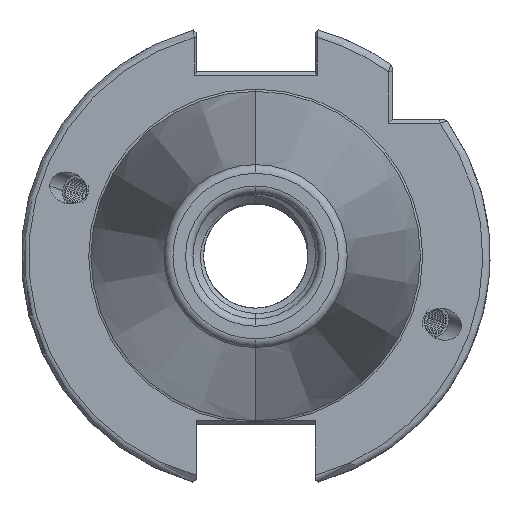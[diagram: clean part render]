
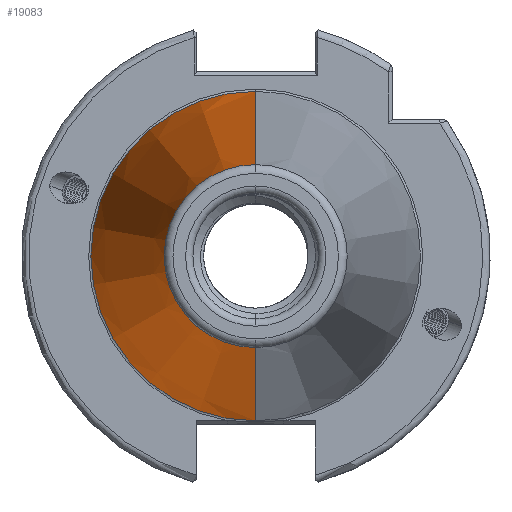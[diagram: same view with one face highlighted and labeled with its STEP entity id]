
A CAD part, left-side view. The second image highlights one B-rep face of the part: STEP entity #19083.
In plain terms, the highlighted conical face has half-angle 8.297 degrees and reference radius 22.692 mm.
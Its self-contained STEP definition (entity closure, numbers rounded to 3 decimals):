
#1737 = DIRECTION ( 'NONE',  ( 0.99, 0., 0.144 ) ) ;
#1761 = CARTESIAN_POINT ( 'NONE',  ( 0., 0., 22.692 ) ) ;
#1899 = DIRECTION ( 'NONE',  ( 1., 0., 0. ) ) ;
#1912 = DIRECTION ( 'NONE',  ( 0., 0., -1. ) ) ;
#1967 = CARTESIAN_POINT ( 'NONE',  ( -2.5, 0., 0. ) ) ;
#2006 = DIRECTION ( 'NONE',  ( 0.99, 0., -0.144 ) ) ;
#2041 = CARTESIAN_POINT ( 'NONE',  ( 0., 0., -22.692 ) ) ;
#2174 = DIRECTION ( 'NONE',  ( 1., 0., 0. ) ) ;
#2215 = CARTESIAN_POINT ( 'NONE',  ( -70.573, 0., 0. ) ) ;
#2217 = DIRECTION ( 'NONE',  ( 0., 0., 1. ) ) ;
#3376 = AXIS2_PLACEMENT_3D ( 'NONE', #32150, #32148, #32124 ) ;
#3453 = AXIS2_PLACEMENT_3D ( 'NONE', #1967, #1899, #1912 ) ;
#3470 = AXIS2_PLACEMENT_3D ( 'NONE', #2215, #2174, #2217 ) ;
#5127 = VERTEX_POINT ( 'NONE', #5682 ) ;
#5144 = VERTEX_POINT ( 'NONE', #5721 ) ;
#5159 = VERTEX_POINT ( 'NONE', #5710 ) ;
#5164 = VERTEX_POINT ( 'NONE', #5712 ) ;
#5682 = CARTESIAN_POINT ( 'NONE',  ( -70.573, 0., 12.4 ) ) ;
#5710 = CARTESIAN_POINT ( 'NONE',  ( -2.5, 0., -22.327 ) ) ;
#5712 = CARTESIAN_POINT ( 'NONE',  ( -2.5, 0., 22.327 ) ) ;
#5721 = CARTESIAN_POINT ( 'NONE',  ( -70.573, 0., -12.4 ) ) ;
#13793 = CIRCLE ( 'NONE', #3470, 12.4 ) ;
#13867 = EDGE_LOOP ( 'NONE', ( #31835, #31900, #31818, #31828 ) ) ;
#19083 = ADVANCED_FACE ( 'NONE', ( #26192 ), #26205, .T. ) ;
#25783 = LINE ( 'NONE', #1761, #25880 ) ;
#25848 = LINE ( 'NONE', #2041, #25870 ) ;
#25854 = CIRCLE ( 'NONE', #3453, 22.327 ) ;
#25870 = VECTOR ( 'NONE', #2006, 1000. ) ;
#25880 = VECTOR ( 'NONE', #1737, 1000. ) ;
#26192 = FACE_OUTER_BOUND ( 'NONE', #13867, .T. ) ;
#26205 = CONICAL_SURFACE ( 'NONE', #3376, 22.692, 0.145 ) ;
#28707 = EDGE_CURVE ( 'NONE', #5127, #5164, #25783, .T. ) ;
#28718 = EDGE_CURVE ( 'NONE', #5159, #5164, #25854, .T. ) ;
#28743 = EDGE_CURVE ( 'NONE', #5144, #5159, #25848, .T. ) ;
#28761 = EDGE_CURVE ( 'NONE', #5144, #5127, #13793, .T. ) ;
#31818 = ORIENTED_EDGE ( 'NONE', *, *, #28718, .F. ) ;
#31828 = ORIENTED_EDGE ( 'NONE', *, *, #28743, .F. ) ;
#31835 = ORIENTED_EDGE ( 'NONE', *, *, #28761, .T. ) ;
#31900 = ORIENTED_EDGE ( 'NONE', *, *, #28707, .T. ) ;
#32124 = DIRECTION ( 'NONE',  ( 0., 0., -1. ) ) ;
#32148 = DIRECTION ( 'NONE',  ( 1., 0., 0. ) ) ;
#32150 = CARTESIAN_POINT ( 'NONE',  ( 0., 0., 0. ) ) ;
